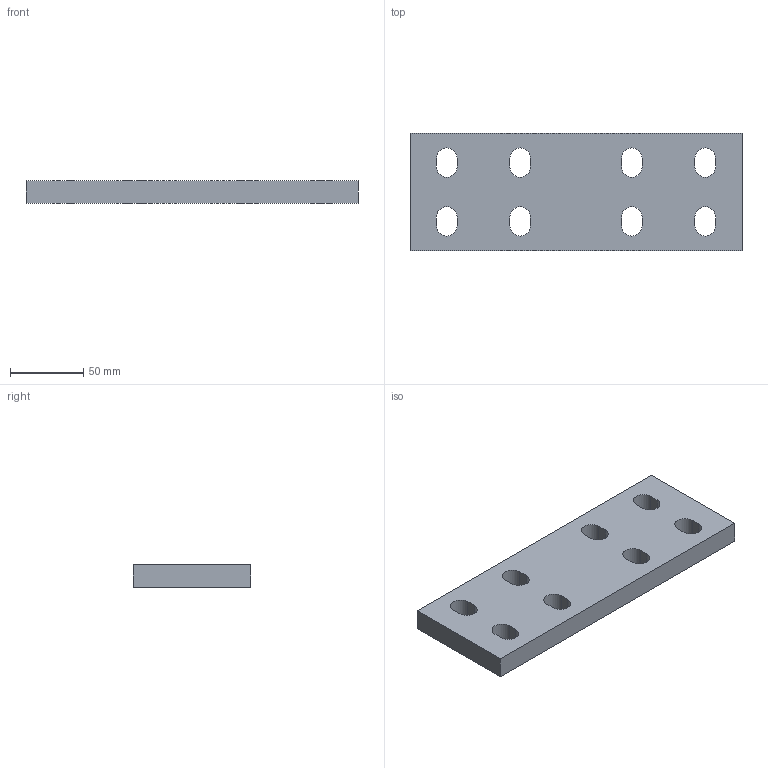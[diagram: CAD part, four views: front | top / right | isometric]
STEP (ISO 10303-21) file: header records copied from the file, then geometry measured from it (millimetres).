
FILE_DESCRIPTION((''),'2;1');
FILE_NAME('OEZXY138','2023-09-21T12:18:19',('FIJOASP'),(''),'CREO PARAMETRIC BY PTC INC, 2022364','CREO PARAMETRIC BY PTC INC, 2022364','');
FILE_SCHEMA(('AUTOMOTIVE_DESIGN { 1 0 10303 214 1 1 1 1 }'));
Length unit declared in the file: millimetre
Products named in the file (1): OEZXY138
Bounding box: 226 x 80 x 15 mm (x, y, z)
Volume: 242647.4 mm3; surface area: 48250.9 mm2
Topology: 1 solids, 1 shells, 38 faces, 108 edges, 72 vertices
Faces by surface type: plane 22, cylinder 16
Entity records: 2354 total; most frequent: DIRECTION 258, CARTESIAN_POINT 254, ORIENTED_EDGE 216, COLOUR_RGB 212, PRESENTATION_STYLE_ASSIGNMENT 129, STYLED_ITEM 129, CURVE_STYLE 128, EDGE_CURVE 108
